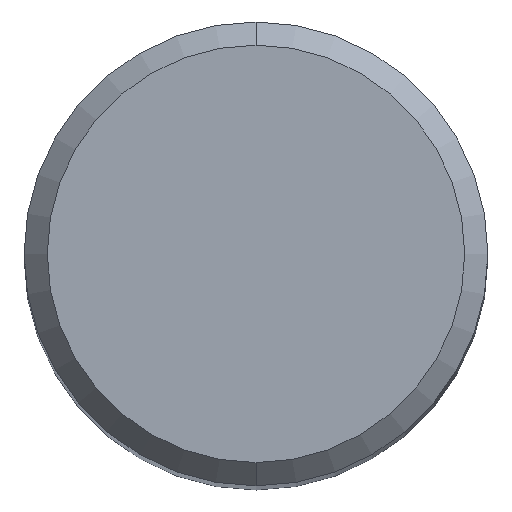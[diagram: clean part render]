
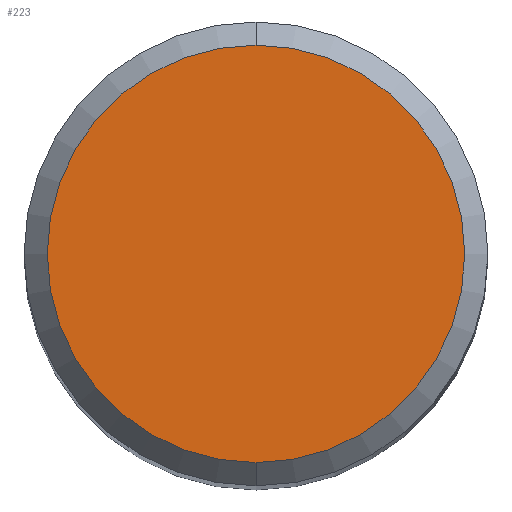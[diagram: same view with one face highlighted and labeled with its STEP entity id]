
A CAD part, top view. The second image highlights one B-rep face of the part: STEP entity #223.
In plain terms, the highlighted planar face has unit normal (0, 0, 1).
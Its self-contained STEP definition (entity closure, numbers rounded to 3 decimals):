
#183=VERTEX_POINT('',#475);
#223=ADVANCED_FACE('',(#520),#521,.T.);
#271=VERTEX_POINT('',#576);
#345=EDGE_CURVE('',#271,#183,#657,.T.);
#405=EDGE_CURVE('',#183,#271,#721,.T.);
#475=CARTESIAN_POINT('',(0.,-3.6,40.441));
#520=FACE_OUTER_BOUND('',#926,.T.);
#521=PLANE('',#927);
#576=CARTESIAN_POINT('',(0.0,3.6,40.441));
#657=CIRCLE('',#1211,3.6);
#721=CIRCLE('',#1348,3.6);
#926=EDGE_LOOP('',(#1476,#1477));
#927=AXIS2_PLACEMENT_3D('',#1478,#1479,#1480);
#1211=AXIS2_PLACEMENT_3D('',#1642,#1643,#1644);
#1348=AXIS2_PLACEMENT_3D('',#1694,#1695,#1696);
#1476=ORIENTED_EDGE('',*,*,#345,.F.);
#1477=ORIENTED_EDGE('',*,*,#405,.F.);
#1478=CARTESIAN_POINT('',(0.0,1.8,40.441));
#1479=DIRECTION('',(-0.0,0.0,1.0));
#1480=DIRECTION('',(0.0,-1.0,0.0));
#1642=CARTESIAN_POINT('',(0.0,0.0,40.441));
#1643=DIRECTION('',(0.0,0.0,-1.0));
#1644=DIRECTION('',(0.0,1.0,0.0));
#1694=CARTESIAN_POINT('',(0.0,0.0,40.441));
#1695=DIRECTION('',(0.0,0.0,-1.0));
#1696=DIRECTION('',(0.0,1.0,0.0));
